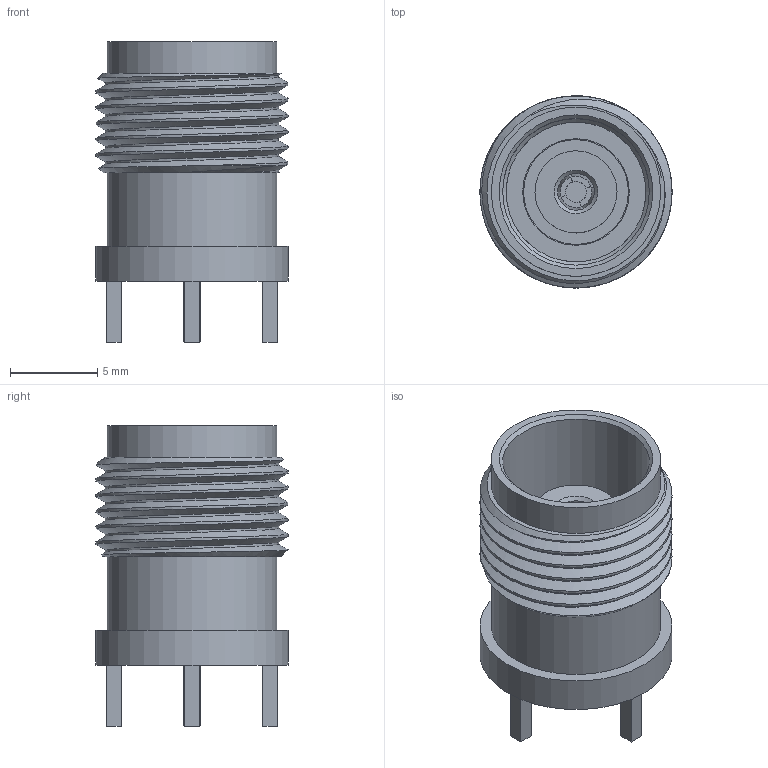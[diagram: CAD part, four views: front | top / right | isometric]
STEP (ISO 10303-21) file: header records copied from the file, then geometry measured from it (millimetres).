
FILE_DESCRIPTION(/* description */ ('Unknown'),/* implementation_level */ '2;1');
FILE_NAME(/* name */ '67012002221502',/* time_stamp */ '2024-06-17T15:15:36+02:00',/* author */ ('Unknown'),/* organization */ ('Unknown'),/* preprocessor_version */ 'ST-DEVELOPER v18.102',/* originating_system */ 'Solid Edge',/* authorisation */ 'Unknown');
FILE_SCHEMA (('AUTOMOTIVE_DESIGN {1 0 10303 214 3 1 1}'));
Length unit declared in the file: millimetre
Products named in the file (5): 67012002221502; 67012002221502_Body; 67012002221502_Insulator; 67012002221502_Lock-ring; 67012002221502_Pin
Assembly tree (4 placements, depth 2):
  67012002221502
    67012002221502_Body
    67012002221502_Insulator
    67012002221502_Lock-ring
    67012002221502_Pin
Bounding box: 11 x 11 x 17.2 mm (x, y, z)
Volume: 725.7 mm3; surface area: 1604.3 mm2
Topology: 4 solids, 4 shells, 91 faces, 195 edges, 128 vertices
Faces by surface type: plane 52, cylinder 26, cone 10, bspline 2, torus 1
Full cylindrical faces by diameter (mm): 0.95 x1, 1.7 x3, 2.1 x3, 4.7 x1, 6 x3, 6.1 x1, 7 x1, 7.2 x1, 8 x2, 8.4 x1, 9.7 x2, 11 x1
Entity records: 4041 total; most frequent: CARTESIAN_POINT 2064, DIRECTION 404, ORIENTED_EDGE 320, AXIS2_PLACEMENT_3D 170, EDGE_CURVE 160, EDGE_LOOP 138, FACE_BOUND 138, VERTEX_POINT 118
